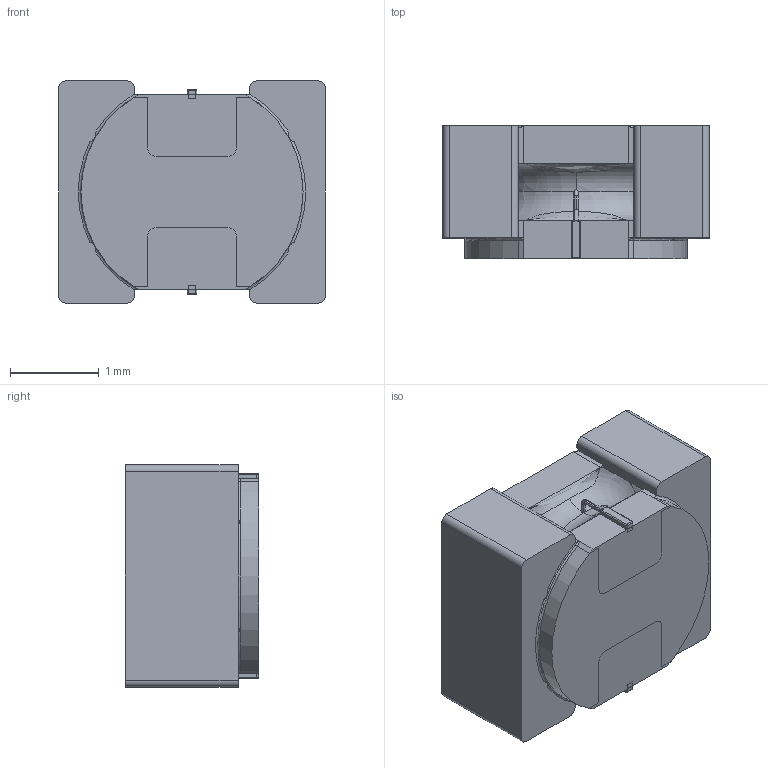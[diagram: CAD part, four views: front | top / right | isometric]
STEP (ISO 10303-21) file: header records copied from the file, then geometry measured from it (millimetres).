
FILE_DESCRIPTION (( 'STEP AP214' ), '1' );
FILE_NAME ('VLF302515MT-100M.STEP', '2022-03-03T18:30:13', ( '' ), ( '' ), 'SwSTEP 2.0', 'SolidWorks 2017', '' );
FILE_SCHEMA (( 'AUTOMOTIVE_DESIGN' ));
Length unit declared in the file: millimetre
Products named in the file (1): VLF302515MT-100M
Bounding box: 3 x 1.5 x 2.5 mm (x, y, z)
Volume: 9.1 mm3; surface area: 72.7 mm2
Topology: 11 solids, 11 shells, 270 faces, 686 edges, 430 vertices
Faces by surface type: plane 120, cylinder 116, torus 24, bspline 10
Entity records: 9168 total; most frequent: CARTESIAN_POINT 2475, DIRECTION 1412, ORIENTED_EDGE 1356, EDGE_CURVE 678, AXIS2_PLACEMENT_3D 513, VERTEX_POINT 430, LINE 386, VECTOR 386
